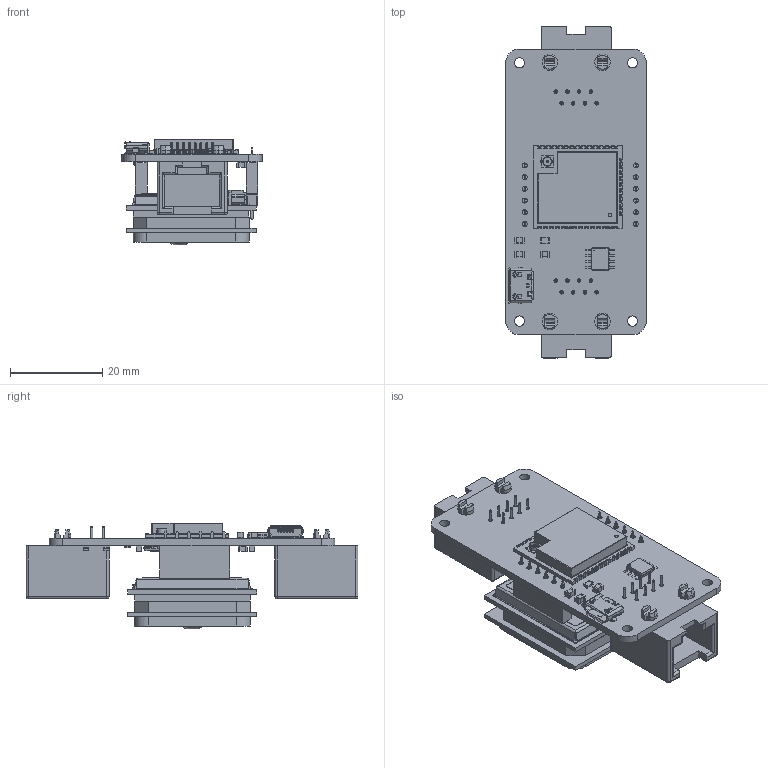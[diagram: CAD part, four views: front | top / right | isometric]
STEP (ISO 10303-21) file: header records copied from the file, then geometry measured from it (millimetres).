
FILE_DESCRIPTION(('KiCad electronic assembly'),'2;1');
FILE_NAME('gps_module.step','2024-04-03T02:01:15',('Pcbnew'),('Kicad'), 'Open CASCADE STEP processor 7.6','KiCad to STEP converter','Unknown' );
FILE_SCHEMA(('AUTOMOTIVE_DESIGN { 1 0 10303 214 1 1 1 1 }'));
Length unit declared in the file: millimetre
Products named in the file (22): gps_module 1; C_0805_2012Metric; HSOP-8-1EP_3.9x4.9mm_P1.27mm_EP2.41x3.1mm; HSOP_8_1EP_39x49mm_P127mm_EP241x31mm; R_0805_2012Metric; ESP32-WROOM-32U; USB_Micro-B_Molex_47346-0001; LED_0805_2012Metric; 54601-908WPLF; Beitian BN-880 GPS and Compas; Beitian BN-880 GPS and Compas v11; PinSocket_1x06_P2.54mm_Vertical; PinSocket_1x06_P254mm_Vertical; PinHeader_1x06_P2.54mm_Vertical; PinHeader_1x06_P254mm_Vertical; esp32_rover_devkit_PCB
Assembly tree (34 placements, depth 3):
  gps_module 1
    C_0805_2012Metric  x8
      C_0805_2012Metric
    HSOP-8-1EP_3.9x4.9mm_P1.27mm_EP2.41x3.1mm  x2
      HSOP_8_1EP_39x49mm_P127mm_EP241x31mm
    R_0805_2012Metric  x3
      R_0805_2012Metric
    ESP32-WROOM-32U
      ESP32-WROOM-32U
    USB_Micro-B_Molex_47346-0001
      USB_Micro-B_Molex_47346-0001
    LED_0805_2012Metric  x2
      LED_0805_2012Metric
    54601-908WPLF  x2
      54601-908WPLF
    Beitian BN-880 GPS and Compas
      Beitian BN-880 GPS and Compas v11
    PinSocket_1x06_P2.54mm_Vertical  x2
      PinSocket_1x06_P254mm_Vertical
    PinHeader_1x06_P2.54mm_Vertical
      PinHeader_1x06_P254mm_Vertical
    esp32_rover_devkit_PCB
Bounding box: 30.5 x 72 x 22.9 mm (x, y, z)
Volume: 14218.1 mm3; surface area: 22460 mm2
Topology: 66 solids, 66 shells, 3322 faces, 8595 edges, 5457 vertices
Faces by surface type: plane 2566, cylinder 615, bspline 64, cone 56, sphere 17, torus 3, revolution 1
Full cylindrical faces by diameter (mm): 0.2 x2, 0.5 x1, 0.76 x16, 0.8 x1, 1 x6, 1.06 x12, 1.4 x12, 1.8 x1, 2 x1, 2.2 x4, 3.35 x4, 4 x2, 4.75 x1, 5.5 x2
Entity records: 90323 total; most frequent: CARTESIAN_POINT 13903, ORIENTED_EDGE 13134, DIRECTION 12725, EDGE_CURVE 6567, LINE 5308, VECTOR 5308, VERTEX_POINT 4161, AXIS2_PLACEMENT_3D 3708
